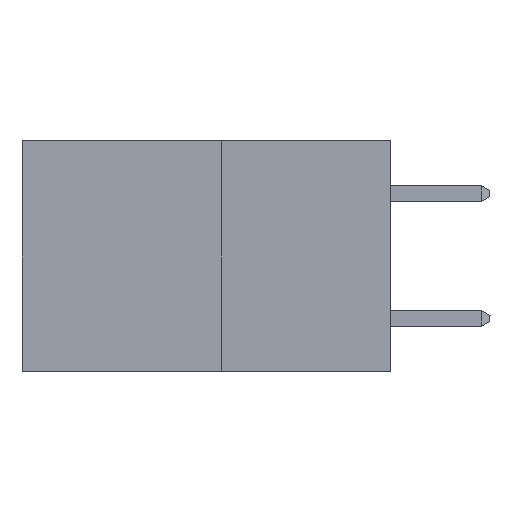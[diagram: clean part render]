
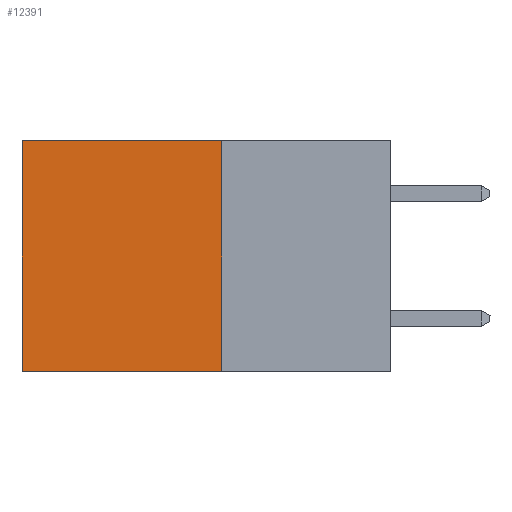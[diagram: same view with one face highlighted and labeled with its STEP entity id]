
A CAD part, left-side view. The second image highlights one B-rep face of the part: STEP entity #12391.
In plain terms, the highlighted planar face has unit normal (-1, 0, 0).
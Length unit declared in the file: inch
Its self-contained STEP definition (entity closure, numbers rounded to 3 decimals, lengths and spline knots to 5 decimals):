
#596 = EDGE_LOOP ( 'NONE', ( #11939, #6329, #19556, #3998 ) ) ;
#1182 = EDGE_CURVE ( 'NONE', #2593, #6915, #7382, .T. ) ;
#1521 = VECTOR ( 'NONE', #19413, 39.37008 ) ;
#2378 = CARTESIAN_POINT ( 'NONE',  ( 0.277, 0.27, 0. ) ) ;
#2593 = VERTEX_POINT ( 'NONE', #2378 ) ;
#2966 = CARTESIAN_POINT ( 'NONE',  ( 0.277, 0.27, 0. ) ) ;
#3998 = ORIENTED_EDGE ( 'NONE', *, *, #20971, .T. ) ;
#4079 = VECTOR ( 'NONE', #15301, 39.37008 ) ;
#4403 = CARTESIAN_POINT ( 'NONE',  ( 0.277, 0.27, -0.37 ) ) ;
#5201 = EDGE_CURVE ( 'NONE', #16333, #16537, #8846, .T. ) ;
#5696 = FACE_OUTER_BOUND ( 'NONE', #596, .T. ) ;
#6329 = ORIENTED_EDGE ( 'NONE', *, *, #24551, .F. ) ;
#6915 = VERTEX_POINT ( 'NONE', #8095 ) ;
#7382 = LINE ( 'NONE', #4403, #26470 ) ;
#7679 = DIRECTION ( 'NONE',  ( 0., 0., -1. ) ) ;
#8095 = CARTESIAN_POINT ( 'NONE',  ( 0.277, 0.27, -0.37 ) ) ;
#8336 = VECTOR ( 'NONE', #28199, 39.37008 ) ;
#8846 = LINE ( 'NONE', #22470, #1521 ) ;
#11418 = LINE ( 'NONE', #2966, #4079 ) ;
#11450 = AXIS2_PLACEMENT_3D ( 'NONE', #30676, #26134, #11924 ) ;
#11655 = CARTESIAN_POINT ( 'NONE',  ( 0.277, 0.27, -0.37 ) ) ;
#11924 = DIRECTION ( 'NONE',  ( 0., 0., -1. ) ) ;
#11939 = ORIENTED_EDGE ( 'NONE', *, *, #5201, .T. ) ;
#12391 = ADVANCED_FACE ( 'NONE', ( #5696 ), #23744, .F. ) ;
#15301 = DIRECTION ( 'NONE',  ( 0., 1., 0. ) ) ;
#16333 = VERTEX_POINT ( 'NONE', #17120 ) ;
#16537 = VERTEX_POINT ( 'NONE', #17819 ) ;
#17120 = CARTESIAN_POINT ( 'NONE',  ( 0.277, 0.59, 0. ) ) ;
#17819 = CARTESIAN_POINT ( 'NONE',  ( 0.277, 0.59, -0.37 ) ) ;
#19413 = DIRECTION ( 'NONE',  ( 0., 0., -1. ) ) ;
#19556 = ORIENTED_EDGE ( 'NONE', *, *, #1182, .F. ) ;
#20971 = EDGE_CURVE ( 'NONE', #2593, #16333, #11418, .T. ) ;
#22470 = CARTESIAN_POINT ( 'NONE',  ( 0.277, 0.59, -0.37 ) ) ;
#22581 = LINE ( 'NONE', #11655, #8336 ) ;
#23744 = PLANE ( 'NONE',  #11450 ) ;
#24551 = EDGE_CURVE ( 'NONE', #6915, #16537, #22581, .T. ) ;
#26134 = DIRECTION ( 'NONE',  ( 1., 0., 0. ) ) ;
#26470 = VECTOR ( 'NONE', #7679, 39.37008 ) ;
#28199 = DIRECTION ( 'NONE',  ( 0., 1., 0. ) ) ;
#30676 = CARTESIAN_POINT ( 'NONE',  ( 0.277, 0.27, -0.37 ) ) ;
